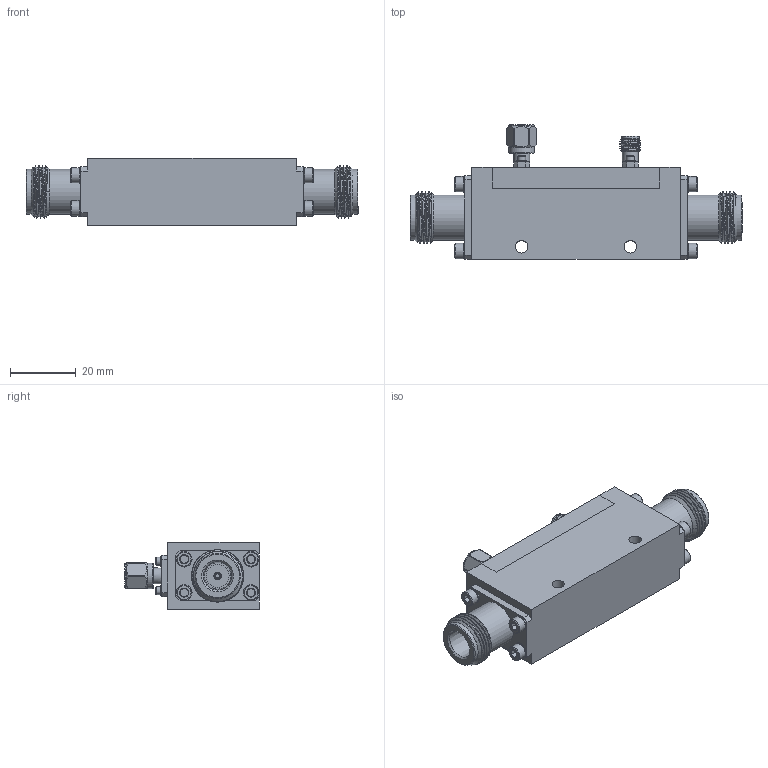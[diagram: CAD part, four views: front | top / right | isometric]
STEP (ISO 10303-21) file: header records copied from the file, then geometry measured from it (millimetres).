
FILE_DESCRIPTION (( 'STEP AP203' ), '1' );
FILE_NAME ('PE2235_3D.step', '2022-02-21T22:02:46', ( '' ), ( '' ), 'SwSTEP 2.0', 'SolidWorks 2021', '' );
FILE_SCHEMA (( 'CONFIG_CONTROL_DESIGN' ));
Products named in the file (1): PE2235_3D
Bounding box: 100.89 x 40.97 x 20.37 mm (x, y, z)
Volume: 42524.9 mm3; surface area: 13189.3 mm2
Topology: 2 solids, 17 shells, 525 faces, 1162 edges, 719 vertices
Faces by surface type: plane 244, cone 125, cylinder 110, bspline 41, torus 5
Full cylindrical faces by diameter (mm): 0.94 x2, 1.194 x1, 1.237 x1, 1.27 x2, 1.415 x1, 1.524 x12, 1.854 x4, 2.286 x2, 2.438 x4, 2.54 x2, 2.946 x4, 3.81 x2, 4.521 x1, 4.648 x8, 4.75 x8, 4.826 x2, 5.334 x1, 6.985 x2, 7.762 x2, 13.716 x4
Entity records: 29680 total; most frequent: CARTESIAN_POINT 19641, DIRECTION 1958, ORIENTED_EDGE 1950, EDGE_CURVE 975, AXIS2_PLACEMENT_3D 807, EDGE_LOOP 685, VERTEX_POINT 646, FACE_OUTER_BOUND 574
